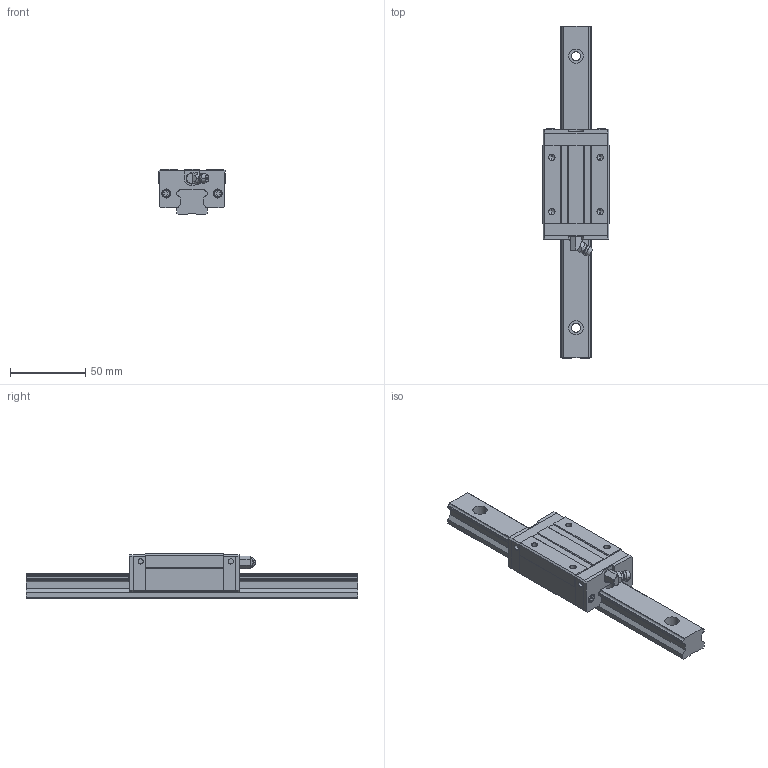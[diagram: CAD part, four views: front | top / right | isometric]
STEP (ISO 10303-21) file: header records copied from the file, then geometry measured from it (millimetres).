
FILE_DESCRIPTION (( 'STEP AP203' ), '1' );
FILE_NAME ('SBI 20 SLS.STEP', '2016-04-04T08:25:36', ( 'user' ), ( 'Microsoft' ), 'SwSTEP 2.0', 'SolidWorks 2013', '' );
FILE_SCHEMA (( 'CONFIG_CONTROL_DESIGN' ));
Length unit declared in the file: millimetre
Products named in the file (6): DEFAULT_1; DEFAULT_2; DEFAULT_3; DEFAULT_4; A2N; SBI 20 SLS
Assembly tree (7 placements, depth 2):
  SBI 20 SLS
    DEFAULT_1
    DEFAULT_2
    DEFAULT_3  x2
    DEFAULT_4  x2
    A2N
Bounding box: 44 x 220 x 30 mm (x, y, z)
Volume: 124634.5 mm3; surface area: 40845.1 mm2
Topology: 7 solids, 7 shells, 414 faces, 1086 edges, 696 vertices
Faces by surface type: plane 252, cylinder 122, cone 25, torus 8, bspline 7
Entity records: 10184 total; most frequent: CARTESIAN_POINT 2151, ORIENTED_EDGE 1540, DIRECTION 1507, EDGE_CURVE 770, LINE 527, VECTOR 527, VERTEX_POINT 500, AXIS2_PLACEMENT_3D 490
